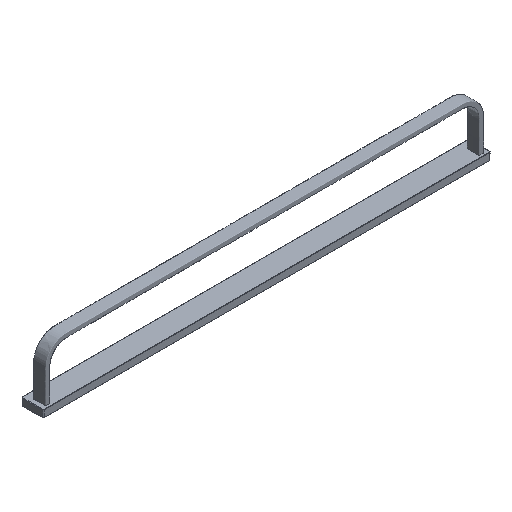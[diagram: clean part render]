
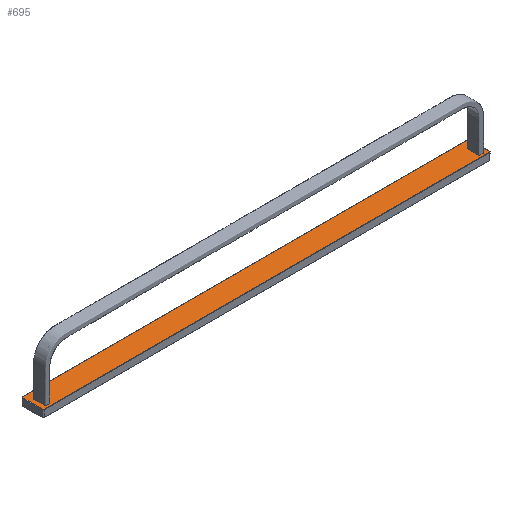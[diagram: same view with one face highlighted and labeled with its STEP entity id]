
A CAD part, isometric view. The second image highlights one B-rep face of the part: STEP entity #695.
In plain terms, the highlighted planar face has unit normal (0, 0, 1).
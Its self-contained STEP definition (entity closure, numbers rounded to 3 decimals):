
#103=FACE_OUTER_BOUND('',#148,.T.);
#148=EDGE_LOOP('',(#556,#557,#558,#559,#560,#561,#562,#563));
#190=LINE('',#2583,#230);
#191=LINE('',#2591,#231);
#192=LINE('',#2599,#232);
#193=LINE('',#2606,#233);
#230=VECTOR('',#834,10.);
#231=VECTOR('',#835,10.);
#232=VECTOR('',#836,10.);
#233=VECTOR('',#837,10.);
#281=(
BOUNDED_CURVE()
B_SPLINE_CURVE(3,(#2577,#2578,#2579,#2580,#2581),.UNSPECIFIED.,.F.,.F.)
B_SPLINE_CURVE_WITH_KNOTS((4,1,4),(0.,0.785,
1.571),.UNSPECIFIED.)
CURVE()
GEOMETRIC_REPRESENTATION_ITEM()
RATIONAL_B_SPLINE_CURVE((1.,1.,1.,1.,1.))
REPRESENTATION_ITEM('')
);
#282=(
BOUNDED_CURVE()
B_SPLINE_CURVE(3,(#2585,#2586,#2587,#2588,#2589),.UNSPECIFIED.,.F.,.F.)
B_SPLINE_CURVE_WITH_KNOTS((4,1,4),(0.,0.785,
1.571),.UNSPECIFIED.)
CURVE()
GEOMETRIC_REPRESENTATION_ITEM()
RATIONAL_B_SPLINE_CURVE((1.,1.,1.,1.,1.))
REPRESENTATION_ITEM('')
);
#283=(
BOUNDED_CURVE()
B_SPLINE_CURVE(3,(#2593,#2594,#2595,#2596,#2597),.UNSPECIFIED.,.F.,.F.)
B_SPLINE_CURVE_WITH_KNOTS((4,1,4),(0.,0.785,
1.571),.UNSPECIFIED.)
CURVE()
GEOMETRIC_REPRESENTATION_ITEM()
RATIONAL_B_SPLINE_CURVE((1.,1.,1.,1.,1.))
REPRESENTATION_ITEM('')
);
#284=(
BOUNDED_CURVE()
B_SPLINE_CURVE(3,(#2601,#2602,#2603,#2604,#2605),.UNSPECIFIED.,.F.,.F.)
B_SPLINE_CURVE_WITH_KNOTS((4,1,4),(0.,0.785,
1.571),.UNSPECIFIED.)
CURVE()
GEOMETRIC_REPRESENTATION_ITEM()
RATIONAL_B_SPLINE_CURVE((1.,1.,1.,1.,1.))
REPRESENTATION_ITEM('')
);
#321=VERTEX_POINT('',#2575);
#322=VERTEX_POINT('',#2576);
#323=VERTEX_POINT('',#2582);
#324=VERTEX_POINT('',#2584);
#325=VERTEX_POINT('',#2590);
#326=VERTEX_POINT('',#2592);
#327=VERTEX_POINT('',#2598);
#328=VERTEX_POINT('',#2600);
#402=EDGE_CURVE('',#321,#322,#281,.T.);
#403=EDGE_CURVE('',#321,#323,#190,.T.);
#404=EDGE_CURVE('',#324,#323,#282,.T.);
#405=EDGE_CURVE('',#324,#325,#191,.T.);
#406=EDGE_CURVE('',#326,#325,#283,.T.);
#407=EDGE_CURVE('',#326,#327,#192,.T.);
#408=EDGE_CURVE('',#328,#327,#284,.T.);
#409=EDGE_CURVE('',#328,#322,#193,.T.);
#556=ORIENTED_EDGE('',*,*,#402,.F.);
#557=ORIENTED_EDGE('',*,*,#403,.T.);
#558=ORIENTED_EDGE('',*,*,#404,.F.);
#559=ORIENTED_EDGE('',*,*,#405,.T.);
#560=ORIENTED_EDGE('',*,*,#406,.F.);
#561=ORIENTED_EDGE('',*,*,#407,.T.);
#562=ORIENTED_EDGE('',*,*,#408,.F.);
#563=ORIENTED_EDGE('',*,*,#409,.T.);
#670=PLANE('',#748);
#695=ADVANCED_FACE('',(#103),#670,.T.);
#748=AXIS2_PLACEMENT_3D('',#2574,#832,#833);
#832=DIRECTION('center_axis',(0.,0.,
1.));
#833=DIRECTION('ref_axis',(0.,-1.,0.));
#834=DIRECTION('',(1.,0.,0.));
#835=DIRECTION('',(0.,1.,0.));
#836=DIRECTION('',(-1.,0.,0.));
#837=DIRECTION('',(0.,-1.,0.));
#2574=CARTESIAN_POINT('Origin',(552.783,9.5,40.965));
#2575=CARTESIAN_POINT('',(-35.717,-4.5,40.965));
#2576=CARTESIAN_POINT('',(-36.717,-3.5,40.965));
#2577=CARTESIAN_POINT('Ctrl Pts',(-35.717,-4.5,40.965));
#2578=CARTESIAN_POINT('Ctrl Pts',(-35.979,-4.502,40.965));
#2579=CARTESIAN_POINT('Ctrl Pts',(-36.5,-4.283,40.965));
#2580=CARTESIAN_POINT('Ctrl Pts',(-36.719,-3.762,40.965));
#2581=CARTESIAN_POINT('Ctrl Pts',(-36.717,-3.5,40.965));
#2582=CARTESIAN_POINT('',(551.283,-4.5,40.965));
#2583=CARTESIAN_POINT('',(-35.717,-4.5,40.965));
#2584=CARTESIAN_POINT('',(552.283,-3.5,40.965));
#2585=CARTESIAN_POINT('Ctrl Pts',(552.283,-3.5,40.965));
#2586=CARTESIAN_POINT('Ctrl Pts',(552.284,-3.762,40.965));
#2587=CARTESIAN_POINT('Ctrl Pts',(552.065,-4.283,40.965));
#2588=CARTESIAN_POINT('Ctrl Pts',(551.545,-4.502,40.965));
#2589=CARTESIAN_POINT('Ctrl Pts',(551.283,-4.5,40.965));
#2590=CARTESIAN_POINT('',(552.283,22.5,40.965));
#2591=CARTESIAN_POINT('',(552.283,-3.5,40.965));
#2592=CARTESIAN_POINT('',(551.283,23.5,40.965));
#2593=CARTESIAN_POINT('Ctrl Pts',(551.283,23.5,40.965));
#2594=CARTESIAN_POINT('Ctrl Pts',(551.545,23.502,40.965));
#2595=CARTESIAN_POINT('Ctrl Pts',(552.065,23.283,40.965));
#2596=CARTESIAN_POINT('Ctrl Pts',(552.284,22.762,40.965));
#2597=CARTESIAN_POINT('Ctrl Pts',(552.283,22.5,40.965));
#2598=CARTESIAN_POINT('',(-35.717,23.5,40.965));
#2599=CARTESIAN_POINT('',(551.283,23.5,40.965));
#2600=CARTESIAN_POINT('',(-36.717,22.5,40.965));
#2601=CARTESIAN_POINT('Ctrl Pts',(-36.717,22.5,40.965));
#2602=CARTESIAN_POINT('Ctrl Pts',(-36.719,22.762,40.965));
#2603=CARTESIAN_POINT('Ctrl Pts',(-36.5,23.283,40.965));
#2604=CARTESIAN_POINT('Ctrl Pts',(-35.979,23.502,40.965));
#2605=CARTESIAN_POINT('Ctrl Pts',(-35.717,23.5,40.965));
#2606=CARTESIAN_POINT('',(-36.717,22.5,40.965));
